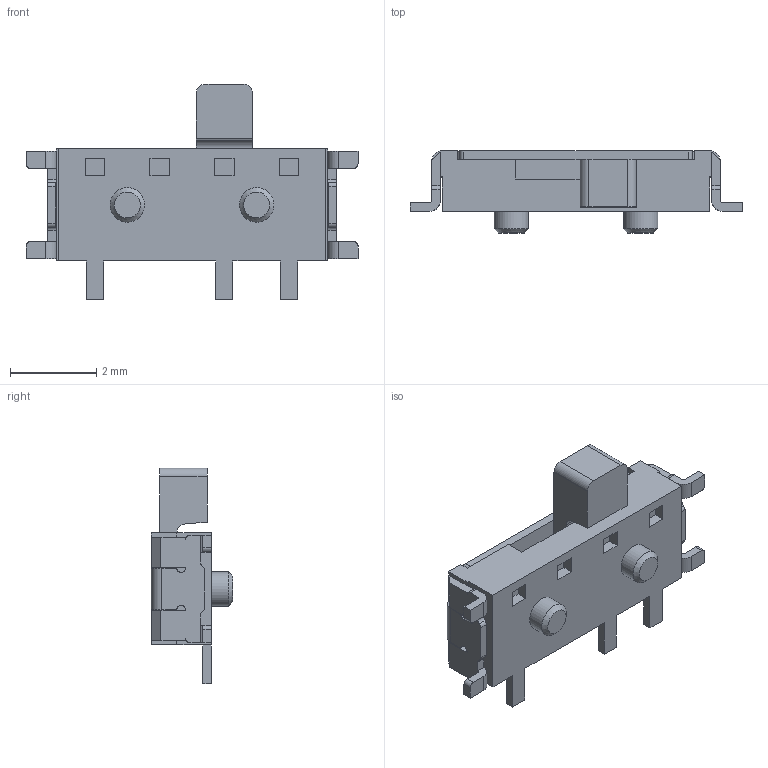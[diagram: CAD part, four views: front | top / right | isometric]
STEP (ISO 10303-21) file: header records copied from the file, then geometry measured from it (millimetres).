
FILE_DESCRIPTION(/* description */ ('STEP AP214'),/* implementation_level */ '2;1');
FILE_NAME(/* name */ 'CUS-12TB',/* time_stamp */ '2022-09-15T07:11:48+02:00',/* author */ ('License CC BY-ND 4.0'),/* organization */ ('CADENAS'),/* preprocessor_version */ 'ST-DEVELOPER v18.102',/* originating_system */ 'PARTsolutions',/* authorisation */ ' ');
FILE_SCHEMA (('AUTOMOTIVE_DESIGN {1 0 10303 214 3 1 1}'));
Length unit declared in the file: millimetre
Products named in the file (3): CUS-12TB; CUS-12-slider; CUS-12-body
Assembly tree (2 placements, depth 2):
  CUS-12TB
    CUS-12-slider
    CUS-12-body
Bounding box: 7.7 x 1.9 x 5 mm (x, y, z)
Volume: 25.9 mm3; surface area: 93.4 mm2
Topology: 2 solids, 2 shells, 189 faces, 533 edges, 346 vertices
Faces by surface type: plane 134, cylinder 53, cone 2
Full cylindrical faces by diameter (mm): 0.8 x2
Entity records: 7369 total; most frequent: CARTESIAN_POINT 1091, ORIENTED_EDGE 1058, DIRECTION 1009, EDGE_CURVE 529, LINE 417, VECTOR 417, VERTEX_POINT 346, AXIS2_PLACEMENT_3D 296
